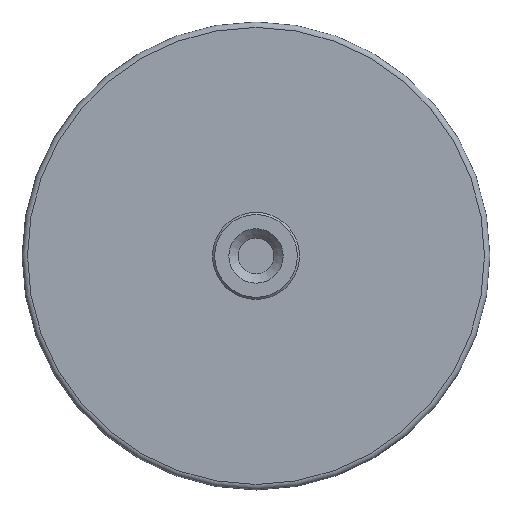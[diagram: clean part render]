
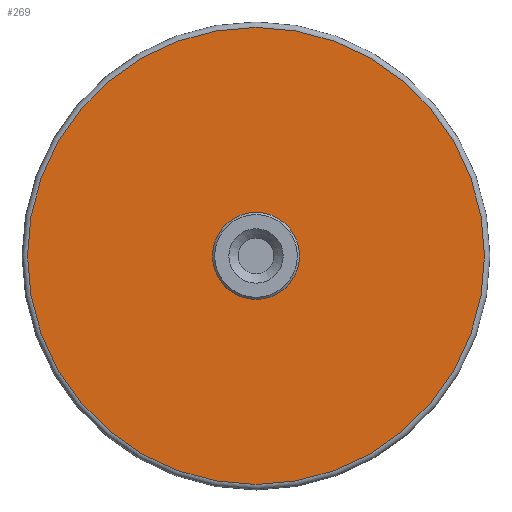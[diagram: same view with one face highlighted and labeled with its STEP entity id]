
A CAD part, top view. The second image highlights one B-rep face of the part: STEP entity #269.
In plain terms, the highlighted planar face has unit normal (0, 0, 1).
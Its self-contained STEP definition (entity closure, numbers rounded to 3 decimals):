
#52=FACE_BOUND('',#90,.T.);
#59=PLANE('',#373);
#71=FACE_OUTER_BOUND('',#89,.T.);
#89=EDGE_LOOP('',(#222,#223));
#90=EDGE_LOOP('',(#224));
#118=CIRCLE('',#354,4.);
#127=CIRCLE('',#370,21.);
#129=CIRCLE('',#372,21.);
#145=VERTEX_POINT('',#509);
#153=VERTEX_POINT('',#536);
#154=VERTEX_POINT('',#537);
#165=EDGE_CURVE('',#145,#145,#118,.T.);
#177=EDGE_CURVE('',#153,#154,#127,.T.);
#179=EDGE_CURVE('',#154,#153,#129,.T.);
#222=ORIENTED_EDGE('',*,*,#177,.F.);
#223=ORIENTED_EDGE('',*,*,#179,.F.);
#224=ORIENTED_EDGE('',*,*,#165,.T.);
#269=ADVANCED_FACE('',(#71,#52),#59,.T.);
#354=AXIS2_PLACEMENT_3D('',#510,#406,#407);
#370=AXIS2_PLACEMENT_3D('',#538,#441,#442);
#372=AXIS2_PLACEMENT_3D('',#540,#445,#446);
#373=AXIS2_PLACEMENT_3D('',#541,#447,#448);
#406=DIRECTION('center_axis',(0.,0.,-1.));
#407=DIRECTION('ref_axis',(-1.,0.,0.));
#441=DIRECTION('center_axis',(0.,0.,-1.));
#442=DIRECTION('ref_axis',(-1.,0.,0.));
#445=DIRECTION('center_axis',(0.,0.,-1.));
#446=DIRECTION('ref_axis',(-1.,0.,0.));
#447=DIRECTION('center_axis',(0.,0.,1.));
#448=DIRECTION('ref_axis',(1.,0.,0.));
#509=CARTESIAN_POINT('',(4.,0.,3.));
#510=CARTESIAN_POINT('Origin',(0.,0.,3.));
#536=CARTESIAN_POINT('',(21.,0.,3.));
#537=CARTESIAN_POINT('',(-21.,0.,3.));
#538=CARTESIAN_POINT('Origin',(0.,0.,3.));
#540=CARTESIAN_POINT('Origin',(0.,0.,3.));
#541=CARTESIAN_POINT('Origin',(0.,0.,3.));
